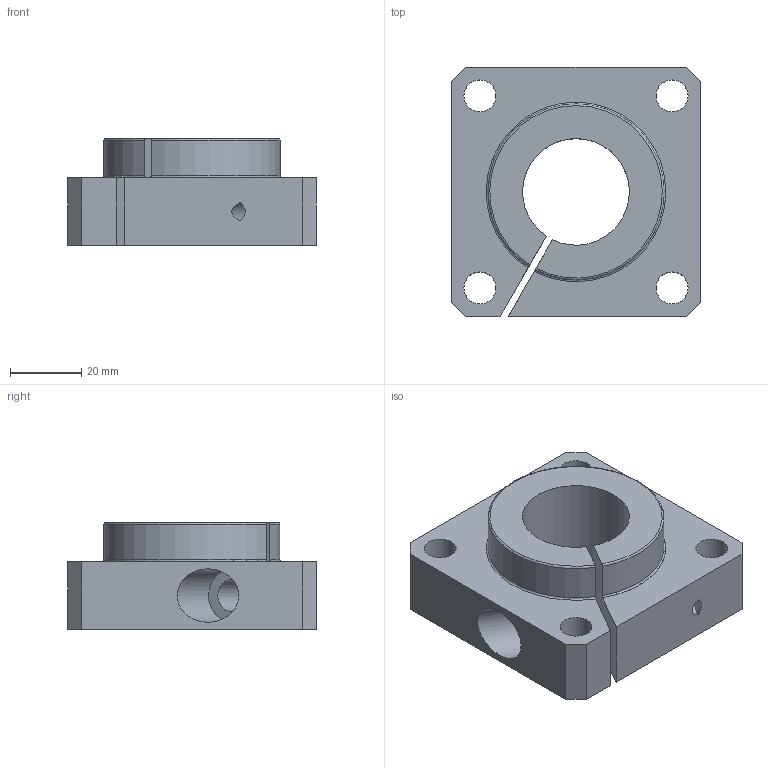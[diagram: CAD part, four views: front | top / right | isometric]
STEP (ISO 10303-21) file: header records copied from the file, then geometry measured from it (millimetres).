
FILE_DESCRIPTION( ( 'STEP AP214' ), '1' );
FILE_NAME( 'FWBA-30_2_14a.stp', ' ', ( ' ' ), ( ' ' ), 'PSStep 15.0.47', 'PARTsolutions', ' ' );
FILE_SCHEMA( ( 'AUTOMOTIVE_DESIGN { 1 0 10303 214 1 1 1 1 }' ) );
Length unit declared in the file: millimetre
Products named in the file (1): HI_FWBA-30
Bounding box: 70 x 70 x 30 mm (x, y, z)
Volume: 82203.7 mm3; surface area: 21953.1 mm2
Topology: 1 solids, 1 shells, 28 faces, 79 edges, 53 vertices
Faces by surface type: plane 15, cylinder 9, cone 2, torus 2
Full cylindrical faces by diameter (mm): 6.647 x1, 9 x5, 15 x1
Entity records: 1118 total; most frequent: CARTESIAN_POINT 180, DIRECTION 140, ORIENTED_EDGE 130, EDGE_CURVE 65, AXIS2_PLACEMENT_3D 51, EDGE_LOOP 49, VERTEX_POINT 49, LINE 38
